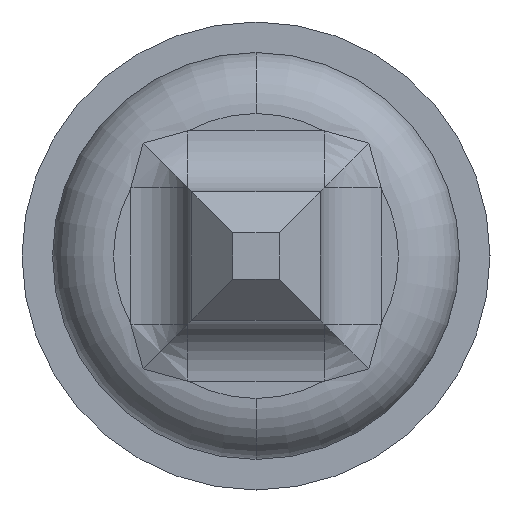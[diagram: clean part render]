
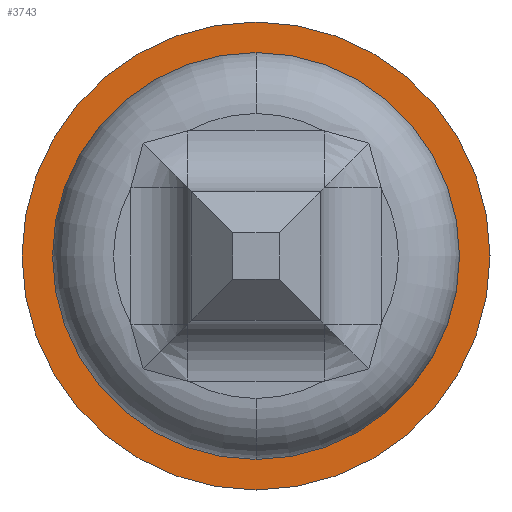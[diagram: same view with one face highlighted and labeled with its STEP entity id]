
A CAD part, front view. The second image highlights one B-rep face of the part: STEP entity #3743.
In plain terms, the highlighted planar face has unit normal (0, -1, 0).
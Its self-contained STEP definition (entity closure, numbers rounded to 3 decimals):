
#21 = CIRCLE ( 'NONE', #3481, 1. ) ;
#135 = DIRECTION ( 'NONE',  ( 0., -1., 0. ) ) ;
#317 = ORIENTED_EDGE ( 'NONE', *, *, #2523, .T. ) ;
#429 = EDGE_CURVE ( 'Defeature ausgef�hrt1_7+Defeature ausgef�hrt1_8+Defeature ausgef�hrt1_8+Defeature ausgef�hrt1_8', #860, #3667, #21, .T. ) ;
#442 = PLANE ( 'NONE',  #2631 ) ;
#490 = DIRECTION ( 'NONE',  ( 0., 0., -1. ) ) ;
#532 = ORIENTED_EDGE ( 'NONE', *, *, #429, .T. ) ;
#585 = EDGE_CURVE ( 'Defeature ausgef�hrt1_6+Defeature ausgef�hrt1_7+Defeature ausgef�hrt1_7+Defeature ausgef�hrt1_7', #1988, #961, #1362, .T. ) ;
#639 = EDGE_LOOP ( 'NONE', ( #532, #317 ) ) ;
#728 = FACE_BOUND ( 'NONE', #639, .T. ) ;
#782 = DIRECTION ( 'NONE',  ( 0., 0., 1. ) ) ;
#860 = VERTEX_POINT ( 'NONE', #1708 ) ;
#893 = CARTESIAN_POINT ( 'NONE',  ( 0., -2., 0. ) ) ;
#961 = VERTEX_POINT ( 'NONE', #3429 ) ;
#979 = CARTESIAN_POINT ( 'NONE',  ( 0., -2., -1. ) ) ;
#1000 = DIRECTION ( 'NONE',  ( 0., 0., 1. ) ) ;
#1044 = AXIS2_PLACEMENT_3D ( 'NONE', #3636, #1615, #3619 ) ;
#1139 = CARTESIAN_POINT ( 'NONE',  ( 0., -2., 0. ) ) ;
#1362 = CIRCLE ( 'NONE', #3348, 1.15 ) ;
#1615 = DIRECTION ( 'NONE',  ( 0., 1., 0. ) ) ;
#1708 = CARTESIAN_POINT ( 'NONE',  ( 0., -2., 1. ) ) ;
#1957 = DIRECTION ( 'NONE',  ( 0., 1., 0. ) ) ;
#1988 = VERTEX_POINT ( 'NONE', #2800 ) ;
#2087 = CIRCLE ( 'NONE', #1044, 1. ) ;
#2278 = DIRECTION ( 'NONE',  ( 0., 0., 1. ) ) ;
#2523 = EDGE_CURVE ( 'Defeature ausgef�hrt1_7+Defeature ausgef�hrt1_8+Defeature ausgef�hrt1_8+Defeature ausgef�hrt1_8', #3667, #860, #2087, .T. ) ;
#2631 = AXIS2_PLACEMENT_3D ( 'NONE', #3877, #135, #490 ) ;
#2800 = CARTESIAN_POINT ( 'NONE',  ( 0., -2., 1.15 ) ) ;
#3000 = FACE_OUTER_BOUND ( 'NONE', #3725, .T. ) ;
#3052 = CARTESIAN_POINT ( 'NONE',  ( 0., -2., 0. ) ) ;
#3348 = AXIS2_PLACEMENT_3D ( 'NONE', #893, #1957, #2278 ) ;
#3377 = DIRECTION ( 'NONE',  ( 0., 1., 0. ) ) ;
#3389 = AXIS2_PLACEMENT_3D ( 'NONE', #3052, #3377, #1000 ) ;
#3429 = CARTESIAN_POINT ( 'NONE',  ( 0., -2., -1.15 ) ) ;
#3481 = AXIS2_PLACEMENT_3D ( 'NONE', #1139, #3858, #782 ) ;
#3619 = DIRECTION ( 'NONE',  ( 0., 0., 1. ) ) ;
#3636 = CARTESIAN_POINT ( 'NONE',  ( 0., -2., 0. ) ) ;
#3667 = VERTEX_POINT ( 'NONE', #979 ) ;
#3725 = EDGE_LOOP ( 'NONE', ( #4231, #3915 ) ) ;
#3743 = ADVANCED_FACE ( 'Defeature ausgef�hrt1_7', ( #728, #3000 ), #442, .T. ) ;
#3789 = CIRCLE ( 'NONE', #3389, 1.15 ) ;
#3858 = DIRECTION ( 'NONE',  ( 0., 1., 0. ) ) ;
#3877 = CARTESIAN_POINT ( 'NONE',  ( -1.15, -2., 0. ) ) ;
#3915 = ORIENTED_EDGE ( 'NONE', *, *, #4017, .F. ) ;
#4017 = EDGE_CURVE ( 'Defeature ausgef�hrt1_6+Defeature ausgef�hrt1_7+Defeature ausgef�hrt1_7+Defeature ausgef�hrt1_7', #961, #1988, #3789, .T. ) ;
#4231 = ORIENTED_EDGE ( 'NONE', *, *, #585, .F. ) ;
